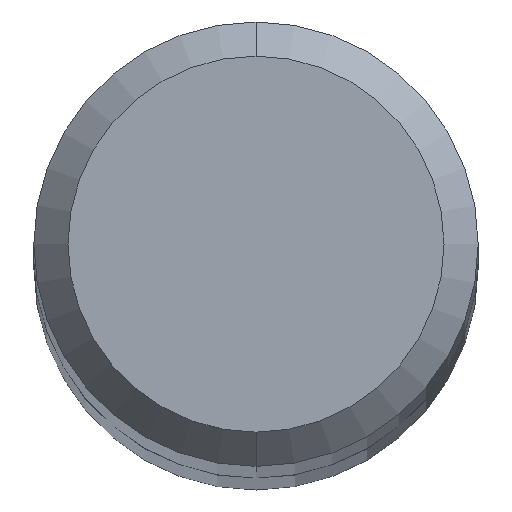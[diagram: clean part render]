
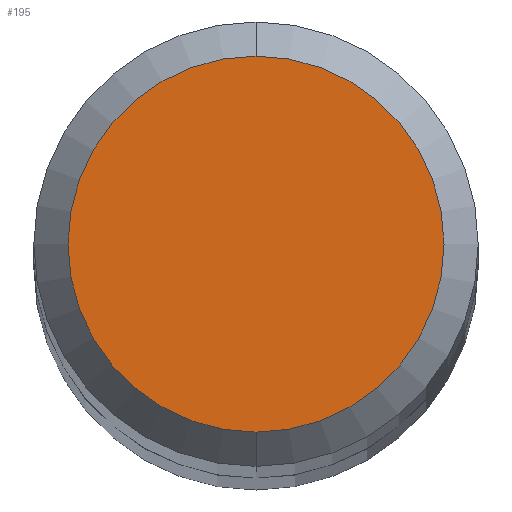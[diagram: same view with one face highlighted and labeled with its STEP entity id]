
A CAD part, top view. The second image highlights one B-rep face of the part: STEP entity #195.
In plain terms, the highlighted planar face has unit normal (0, 0, 1).
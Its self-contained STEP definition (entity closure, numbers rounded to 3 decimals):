
#195=ADVANCED_FACE('',(#475),#476,.T.);
#239=VERTEX_POINT('',#524);
#329=EDGE_CURVE('',#239,#397,#623,.T.);
#397=VERTEX_POINT('',#696);
#415=EDGE_CURVE('',#397,#239,#716,.T.);
#475=FACE_OUTER_BOUND('',#781,.T.);
#476=PLANE('',#782);
#524=CARTESIAN_POINT('',(0.0,1.65,0.0));
#623=CIRCLE('',#1124,1.65);
#696=CARTESIAN_POINT('',(0.,-1.65,0.0));
#716=CIRCLE('',#1311,1.65);
#781=EDGE_LOOP('',(#1362,#1363));
#782=AXIS2_PLACEMENT_3D('',#1364,#1365,#1366);
#1124=AXIS2_PLACEMENT_3D('',#1514,#1515,#1516);
#1311=AXIS2_PLACEMENT_3D('',#1622,#1623,#1624);
#1362=ORIENTED_EDGE('',*,*,#329,.F.);
#1363=ORIENTED_EDGE('',*,*,#415,.F.);
#1364=CARTESIAN_POINT('',(0.0,0.825,0.0));
#1365=DIRECTION('',(-0.0,0.0,1.0));
#1366=DIRECTION('',(0.0,-1.0,0.0));
#1514=CARTESIAN_POINT('',(0.0,0.0,0.0));
#1515=DIRECTION('',(0.0,0.0,-1.0));
#1516=DIRECTION('',(0.0,1.0,0.0));
#1622=CARTESIAN_POINT('',(0.0,0.0,0.0));
#1623=DIRECTION('',(0.0,0.0,-1.0));
#1624=DIRECTION('',(0.0,1.0,0.0));
